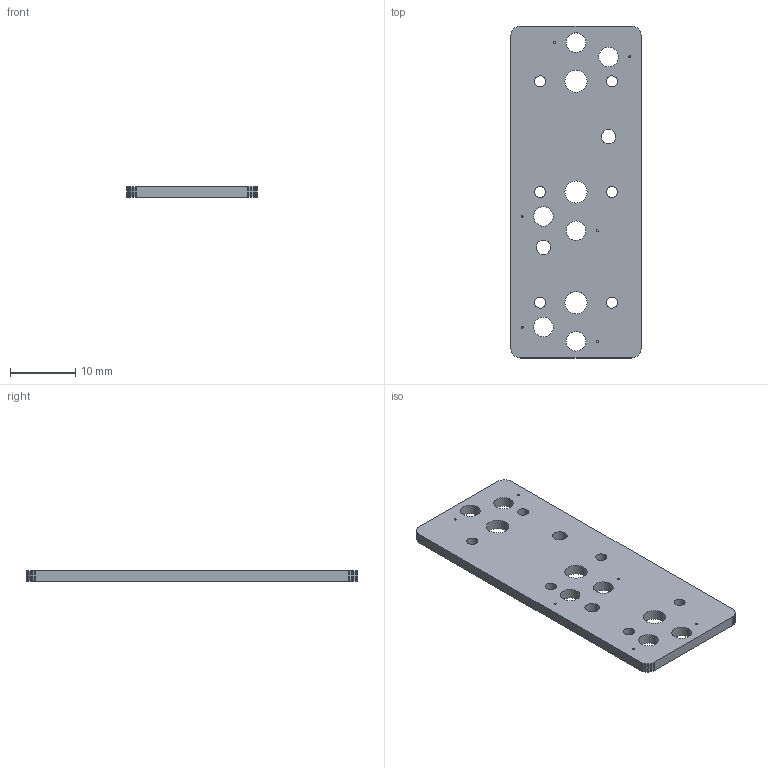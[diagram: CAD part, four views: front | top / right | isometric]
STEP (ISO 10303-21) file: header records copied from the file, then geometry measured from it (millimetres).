
FILE_DESCRIPTION(('KiCad electronic assembly'),'2;1');
FILE_NAME('thumb3.step','2023-08-01T13:23:48',('Pcbnew'),('Kicad'), 'Open CASCADE STEP processor 7.7','KiCad to STEP converter','Unknown' );
FILE_SCHEMA(('AUTOMOTIVE_DESIGN { 1 0 10303 214 1 1 1 1 }'));
Length unit declared in the file: millimetre
Products named in the file (2): thumb3 1; thumb3 PCB
Assembly tree (1 placements, depth 2):
  thumb3 1
    thumb3 PCB
Bounding box: 20 x 51 x 1.6 mm (x, y, z)
Volume: 1482 mm3; surface area: 2300.2 mm2
Topology: 1 solids, 1 shells, 69 faces, 201 edges, 134 vertices
Faces by surface type: plane 46, cylinder 23
Full cylindrical faces by diameter (mm): 0.3 x6, 1.702 x6, 2.2 x2, 3 x6, 3.429 x3
Entity records: 5171 total; most frequent: CARTESIAN_POINT 1084, DIRECTION 745, LINE 511, VECTOR 511, ORIENTED_EDGE 402, PCURVE 402, DEFINITIONAL_REPRESENTATION 402, EDGE_CURVE 201
